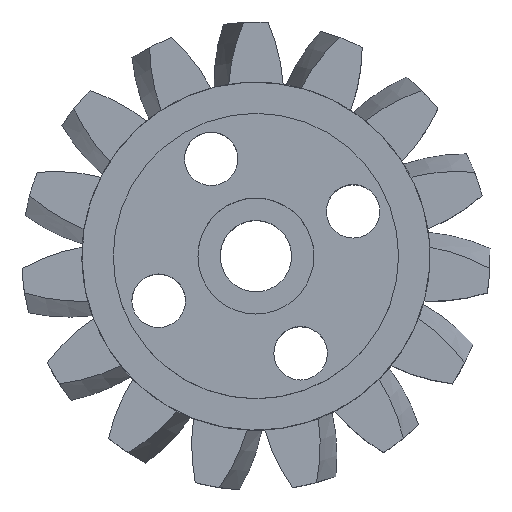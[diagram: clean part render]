
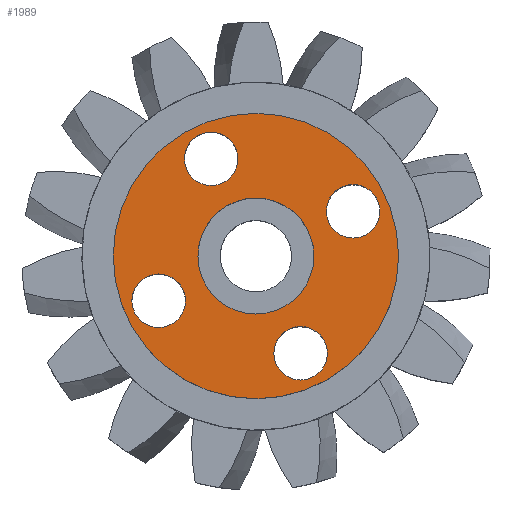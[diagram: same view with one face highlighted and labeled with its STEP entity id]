
A CAD part, top view. The second image highlights one B-rep face of the part: STEP entity #1989.
In plain terms, the highlighted planar face has unit normal (0, 0, 1).
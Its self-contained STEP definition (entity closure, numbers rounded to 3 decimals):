
#196=PLANE('',#2142);
#221=FACE_BOUND('',#393,.T.);
#222=FACE_BOUND('',#394,.T.);
#223=FACE_BOUND('',#395,.T.);
#224=FACE_BOUND('',#396,.T.);
#225=FACE_BOUND('',#397,.T.);
#249=FACE_OUTER_BOUND('',#392,.T.);
#392=EDGE_LOOP('',(#1289));
#393=EDGE_LOOP('',(#1290));
#394=EDGE_LOOP('',(#1291));
#395=EDGE_LOOP('',(#1292));
#396=EDGE_LOOP('',(#1293));
#397=EDGE_LOOP('',(#1294));
#555=CIRCLE('',#2136,6.5);
#557=CIRCLE('',#2140,16.);
#559=CIRCLE('',#2143,3.);
#560=CIRCLE('',#2144,3.);
#561=CIRCLE('',#2145,3.);
#562=CIRCLE('',#2146,3.);
#758=VERTEX_POINT('',#2989);
#760=VERTEX_POINT('',#2995);
#762=VERTEX_POINT('',#3000);
#763=VERTEX_POINT('',#3002);
#764=VERTEX_POINT('',#3004);
#765=VERTEX_POINT('',#3006);
#961=EDGE_CURVE('',#758,#758,#555,.T.);
#963=EDGE_CURVE('',#760,#760,#557,.T.);
#965=EDGE_CURVE('',#762,#762,#559,.T.);
#966=EDGE_CURVE('',#763,#763,#560,.T.);
#967=EDGE_CURVE('',#764,#764,#561,.T.);
#968=EDGE_CURVE('',#765,#765,#562,.T.);
#1289=ORIENTED_EDGE('',*,*,#963,.T.);
#1290=ORIENTED_EDGE('',*,*,#961,.T.);
#1291=ORIENTED_EDGE('',*,*,#965,.T.);
#1292=ORIENTED_EDGE('',*,*,#966,.T.);
#1293=ORIENTED_EDGE('',*,*,#967,.T.);
#1294=ORIENTED_EDGE('',*,*,#968,.T.);
#1989=ADVANCED_FACE('',(#249,#221,#222,#223,#224,#225),#196,.T.);
#2136=AXIS2_PLACEMENT_3D('',#2990,#2423,#2424);
#2140=AXIS2_PLACEMENT_3D('',#2996,#2431,#2432);
#2142=AXIS2_PLACEMENT_3D('',#2999,#2435,#2436);
#2143=AXIS2_PLACEMENT_3D('',#3001,#2437,#2438);
#2144=AXIS2_PLACEMENT_3D('',#3003,#2439,#2440);
#2145=AXIS2_PLACEMENT_3D('',#3005,#2441,#2442);
#2146=AXIS2_PLACEMENT_3D('',#3007,#2443,#2444);
#2423=DIRECTION('center_axis',(0.,0.,-1.));
#2424=DIRECTION('ref_axis',(-1.,0.,0.));
#2431=DIRECTION('center_axis',(0.,0.,1.));
#2432=DIRECTION('ref_axis',(-1.,0.,0.));
#2435=DIRECTION('center_axis',(0.,0.,1.));
#2436=DIRECTION('ref_axis',(1.,0.,0.));
#2437=DIRECTION('center_axis',(0.,0.,-1.));
#2438=DIRECTION('ref_axis',(-1.,0.,0.));
#2439=DIRECTION('center_axis',(0.,0.,-1.));
#2440=DIRECTION('ref_axis',(-1.,0.,0.));
#2441=DIRECTION('center_axis',(0.,0.,-1.));
#2442=DIRECTION('ref_axis',(-1.,0.,0.));
#2443=DIRECTION('center_axis',(0.,0.,-1.));
#2444=DIRECTION('ref_axis',(-1.,0.,0.));
#2989=CARTESIAN_POINT('',(6.5,0.,26.));
#2990=CARTESIAN_POINT('Origin',(0.,0.,26.));
#2995=CARTESIAN_POINT('',(16.,0.,26.));
#2996=CARTESIAN_POINT('Origin',(0.,0.,26.));
#2999=CARTESIAN_POINT('Origin',(0.,0.,
26.));
#3000=CARTESIAN_POINT('',(-2.012,10.903,26.));
#3001=CARTESIAN_POINT('Origin',(-5.012,10.903,26.));
#3002=CARTESIAN_POINT('',(-7.903,-5.012,26.));
#3003=CARTESIAN_POINT('Origin',(-10.903,-5.012,26.));
#3004=CARTESIAN_POINT('',(13.903,5.012,26.));
#3005=CARTESIAN_POINT('Origin',(10.903,5.012,26.));
#3006=CARTESIAN_POINT('',(8.012,-10.903,26.));
#3007=CARTESIAN_POINT('Origin',(5.012,-10.903,26.));
